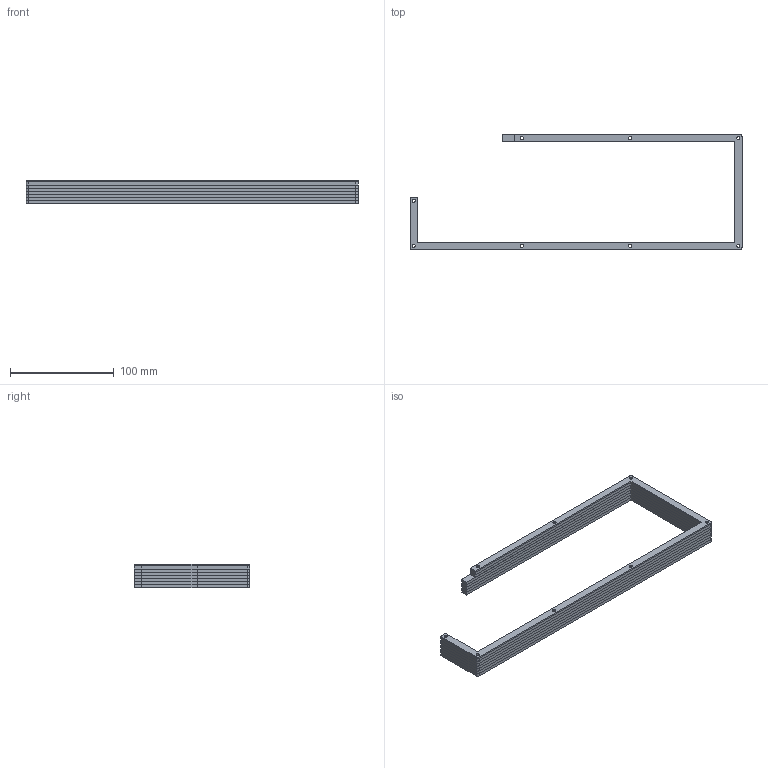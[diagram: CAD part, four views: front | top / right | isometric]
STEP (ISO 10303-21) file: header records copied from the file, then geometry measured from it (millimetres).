
FILE_DESCRIPTION(('FreeCAD Model'),'2;1');
FILE_NAME('Open CASCADE Shape Model','2022-02-17T23:29:51',('Author'),( ''),'Open CASCADE STEP processor 7.5','FreeCAD','Unknown');
FILE_SCHEMA(('AUTOMOTIVE_DESIGN { 1 0 10303 214 1 1 1 1 }'));
Length unit declared in the file: millimetre
Products named in the file (11): Assembly; LCS_Origin; lower_layer_part; lower_layer_body; lower_layer_lcs; top_layer_part; top_layer_body; top_layer_lcs; top_layer_thin_part; top_layer_thin_body; top_layer_thin_lcs
Assembly tree (15 placements, depth 3):
  Assembly
    LCS_Origin
    lower_layer_part  x5
      lower_layer_body
      lower_layer_lcs
    top_layer_part  x2
      top_layer_body
      top_layer_lcs
    top_layer_thin_part
      top_layer_thin_body
      top_layer_thin_lcs
Bounding box: 320.7 x 111.16 x 22.5 mm (x, y, z)
Volume: 109261.7 mm3; surface area: 110643.4 mm2
Topology: 8 solids, 8 shells, 184 faces, 504 edges, 336 vertices
Faces by surface type: plane 96, cylinder 88
Full cylindrical faces by diameter (mm): 3.1 x64
Entity records: 5224 total; most frequent: CARTESIAN_POINT 1174, DIRECTION 737, LINE 435, VECTOR 435, ORIENTED_EDGE 378, PCURVE 378, DEFINITIONAL_REPRESENTATION 378, EDGE_CURVE 189
